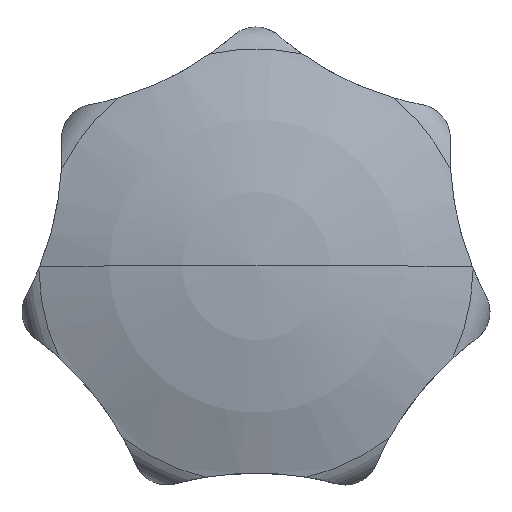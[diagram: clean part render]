
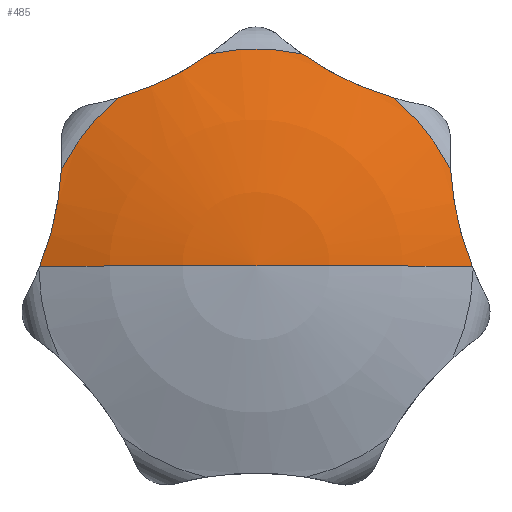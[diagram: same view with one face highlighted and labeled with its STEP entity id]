
A CAD part, top view. The second image highlights one B-rep face of the part: STEP entity #485.
In plain terms, the highlighted spherical face has radius 80 mm.
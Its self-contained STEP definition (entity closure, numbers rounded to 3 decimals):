
#261=VERTEX_POINT('',#720);
#287=VERTEX_POINT('',#748);
#345=VERTEX_POINT('',#814);
#363=EDGE_CURVE('',#495,#643,#834,.T.);
#365=VERTEX_POINT('',#836);
#381=VERTEX_POINT('',#852);
#465=EDGE_CURVE('',#617,#287,#943,.T.);
#475=EDGE_CURVE('',#365,#617,#954,.T.);
#483=EDGE_CURVE('',#345,#559,#962,.T.);
#485=ADVANCED_FACE('',(#964),#965,.T.);
#495=VERTEX_POINT('',#975);
#503=EDGE_CURVE('',#381,#261,#983,.T.);
#505=EDGE_CURVE('',#287,#381,#985,.T.);
#543=EDGE_CURVE('',#559,#495,#1028,.T.);
#559=VERTEX_POINT('',#1046);
#617=VERTEX_POINT('',#1109);
#621=EDGE_CURVE('',#643,#365,#1114,.T.);
#643=VERTEX_POINT('',#1137);
#645=EDGE_CURVE('',#261,#345,#1139,.T.);
#720=CARTESIAN_POINT('',(6.051,27.962,36.71));
#748=CARTESIAN_POINT('',(25.634,12.703,36.71));
#814=CARTESIAN_POINT('',(-6.051,27.962,36.71));
#834=B_SPLINE_CURVE_WITH_KNOTS('',3,(#1455,#1456,#1457,#1458,#1459,#1460,#1461,#1462,#1463,#1464,#1465,#1466,#1467,#1468),.UNSPECIFIED.,.F.,.F.,(4,2,2,2,2,2,4),(60.383,60.667,63.811,66.955,70.099,73.243,73.526),.UNSPECIFIED.);
#836=CARTESIAN_POINT('',(0.,0.,42.));
#852=CARTESIAN_POINT('',(18.089,22.165,36.71));
#943=B_SPLINE_CURVE_WITH_KNOTS('',3,(#1724,#1725,#1726,#1727,#1728,#1729,#1730,#1731,#1732,#1733,#1734,#1735,#1736,#1737),.UNSPECIFIED.,.F.,.F.,(4,2,2,2,2,2,4),(60.383,60.667,63.811,66.955,70.099,73.243,73.526),.UNSPECIFIED.);
#954=CIRCLE('',#1757,80.);
#962=B_SPLINE_CURVE_WITH_KNOTS('',3,(#1794,#1795,#1796,#1797,#1798,#1799,#1800,#1801,#1802,#1803,#1804,#1805,#1806,#1807),.UNSPECIFIED.,.F.,.F.,(4,2,2,2,2,2,4),(60.383,60.667,63.811,66.955,70.099,73.243,73.526),.UNSPECIFIED.);
#964=FACE_OUTER_BOUND('',#1809,.T.);
#965=SPHERICAL_SURFACE('',#1810,80.);
#975=CARTESIAN_POINT('',(-25.634,12.703,36.71));
#983=B_SPLINE_CURVE_WITH_KNOTS('',3,(#1883,#1884,#1885,#1886,#1887,#1888,#1889,#1890,#1891,#1892,#1893,#1894,#1895,#1896),.UNSPECIFIED.,.F.,.F.,(4,2,2,2,2,2,4),(60.383,60.667,63.811,66.955,70.099,73.243,73.526),.UNSPECIFIED.);
#985=CIRCLE('',#1899,28.609);
#1028=CIRCLE('',#2012,28.609);
#1046=CARTESIAN_POINT('',(-18.089,22.165,36.71));
#1109=CARTESIAN_POINT('',(28.475,0.,36.761));
#1114=CIRCLE('',#2185,80.);
#1137=CARTESIAN_POINT('',(-28.475,0.,36.761));
#1139=CIRCLE('',#2245,28.609);
#1455=CARTESIAN_POINT('',(-25.634,12.703,36.71));
#1456=CARTESIAN_POINT('',(-25.64,12.606,36.724));
#1457=CARTESIAN_POINT('',(-25.646,12.508,36.739));
#1458=CARTESIAN_POINT('',(-25.721,11.33,36.908));
#1459=CARTESIAN_POINT('',(-25.834,10.254,37.024));
#1460=CARTESIAN_POINT('',(-26.144,8.133,37.177));
#1461=CARTESIAN_POINT('',(-26.34,7.087,37.214));
#1462=CARTESIAN_POINT('',(-26.806,5.043,37.214));
#1463=CARTESIAN_POINT('',(-27.083,4.016,37.177));
#1464=CARTESIAN_POINT('',(-27.725,1.97,37.024));
#1465=CARTESIAN_POINT('',(-28.09,0.952,36.908));
#1466=CARTESIAN_POINT('',(-28.533,-0.142,36.739));
#1467=CARTESIAN_POINT('',(-28.57,-0.233,36.724));
#1468=CARTESIAN_POINT('',(-28.607,-0.323,36.71));
#1724=CARTESIAN_POINT('',(28.607,-0.323,36.71));
#1725=CARTESIAN_POINT('',(28.57,-0.233,36.724));
#1726=CARTESIAN_POINT('',(28.533,-0.142,36.739));
#1727=CARTESIAN_POINT('',(28.09,0.952,36.908));
#1728=CARTESIAN_POINT('',(27.725,1.97,37.024));
#1729=CARTESIAN_POINT('',(27.083,4.016,37.177));
#1730=CARTESIAN_POINT('',(26.806,5.043,37.214));
#1731=CARTESIAN_POINT('',(26.34,7.087,37.214));
#1732=CARTESIAN_POINT('',(26.144,8.133,37.177));
#1733=CARTESIAN_POINT('',(25.834,10.254,37.024));
#1734=CARTESIAN_POINT('',(25.721,11.33,36.908));
#1735=CARTESIAN_POINT('',(25.646,12.508,36.739));
#1736=CARTESIAN_POINT('',(25.64,12.606,36.724));
#1737=CARTESIAN_POINT('',(25.634,12.703,36.71));
#1757=AXIS2_PLACEMENT_3D('',#2568,#2569,#2570);
#1794=CARTESIAN_POINT('',(-6.051,27.962,36.71));
#1795=CARTESIAN_POINT('',(-6.131,27.906,36.724));
#1796=CARTESIAN_POINT('',(-6.211,27.849,36.739));
#1797=CARTESIAN_POINT('',(-7.179,27.174,36.908));
#1798=CARTESIAN_POINT('',(-8.09,26.592,37.024));
#1799=CARTESIAN_POINT('',(-9.942,25.511,37.177));
#1800=CARTESIAN_POINT('',(-10.882,25.012,37.214));
#1801=CARTESIAN_POINT('',(-12.77,24.103,37.214));
#1802=CARTESIAN_POINT('',(-13.746,23.678,37.177));
#1803=CARTESIAN_POINT('',(-15.746,22.905,37.024));
#1804=CARTESIAN_POINT('',(-16.769,22.555,36.908));
#1805=CARTESIAN_POINT('',(-17.901,22.219,36.739));
#1806=CARTESIAN_POINT('',(-17.995,22.192,36.724));
#1807=CARTESIAN_POINT('',(-18.089,22.165,36.71));
#1809=EDGE_LOOP('',(#2573,#2574,#2575,#2576,#2577,#2578,#2579,#2580,#2581));
#1810=AXIS2_PLACEMENT_3D('',#2582,#2583,#2584);
#1883=CARTESIAN_POINT('',(18.089,22.165,36.71));
#1884=CARTESIAN_POINT('',(17.995,22.192,36.724));
#1885=CARTESIAN_POINT('',(17.901,22.219,36.739));
#1886=CARTESIAN_POINT('',(16.769,22.555,36.908));
#1887=CARTESIAN_POINT('',(15.746,22.905,37.024));
#1888=CARTESIAN_POINT('',(13.746,23.678,37.177));
#1889=CARTESIAN_POINT('',(12.77,24.103,37.214));
#1890=CARTESIAN_POINT('',(10.882,25.012,37.214));
#1891=CARTESIAN_POINT('',(9.942,25.511,37.177));
#1892=CARTESIAN_POINT('',(8.09,26.592,37.024));
#1893=CARTESIAN_POINT('',(7.179,27.174,36.908));
#1894=CARTESIAN_POINT('',(6.211,27.849,36.739));
#1895=CARTESIAN_POINT('',(6.131,27.906,36.724));
#1896=CARTESIAN_POINT('',(6.051,27.962,36.71));
#1899=AXIS2_PLACEMENT_3D('',#2587,#2588,#2589);
#2012=AXIS2_PLACEMENT_3D('',#2638,#2639,#2640);
#2185=AXIS2_PLACEMENT_3D('',#2750,#2751,#2752);
#2245=AXIS2_PLACEMENT_3D('',#2768,#2769,#2770);
#2568=CARTESIAN_POINT('',(0.,0.,-38.));
#2569=DIRECTION('',(0.,1.0,0.));
#2570=DIRECTION('',(0.0,0.,-1.0));
#2573=ORIENTED_EDGE('',*,*,#621,.T.);
#2574=ORIENTED_EDGE('',*,*,#475,.T.);
#2575=ORIENTED_EDGE('',*,*,#465,.T.);
#2576=ORIENTED_EDGE('',*,*,#505,.T.);
#2577=ORIENTED_EDGE('',*,*,#503,.T.);
#2578=ORIENTED_EDGE('',*,*,#645,.T.);
#2579=ORIENTED_EDGE('',*,*,#483,.T.);
#2580=ORIENTED_EDGE('',*,*,#543,.T.);
#2581=ORIENTED_EDGE('',*,*,#363,.T.);
#2582=CARTESIAN_POINT('',(0.,0.,-38.));
#2583=DIRECTION('',(0.,0.,1.0));
#2584=DIRECTION('',(-1.0,0.,0.0));
#2587=CARTESIAN_POINT('',(0.,0.,36.71));
#2588=DIRECTION('',(0.,0.,1.0));
#2589=DIRECTION('',(1.0,0.,0.));
#2638=CARTESIAN_POINT('',(0.,0.,36.71));
#2639=DIRECTION('',(0.,0.,1.0));
#2640=DIRECTION('',(1.0,0.,0.));
#2750=CARTESIAN_POINT('',(0.,0.,-38.));
#2751=DIRECTION('',(0.,1.0,0.));
#2752=DIRECTION('',(0.0,0.,-1.0));
#2768=CARTESIAN_POINT('',(0.,0.,36.71));
#2769=DIRECTION('',(0.,0.,1.0));
#2770=DIRECTION('',(1.0,0.,0.));
